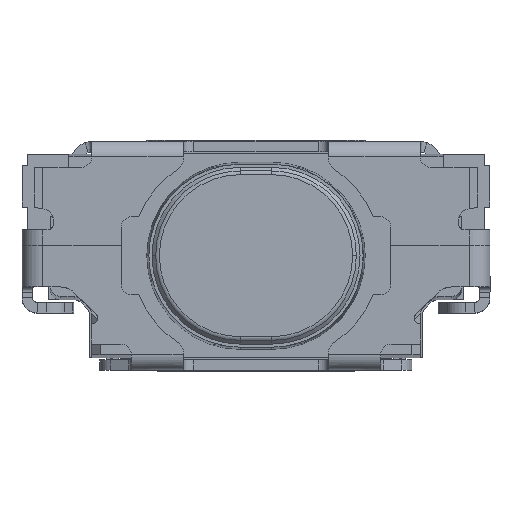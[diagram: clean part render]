
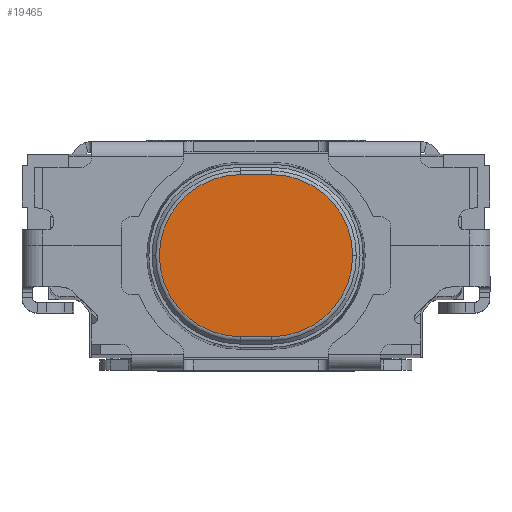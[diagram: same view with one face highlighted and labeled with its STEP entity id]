
A CAD part, top view. The second image highlights one B-rep face of the part: STEP entity #19465.
In plain terms, the highlighted planar face has unit normal (0, 0, 1).
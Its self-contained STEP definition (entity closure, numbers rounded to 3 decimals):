
#2269 = CARTESIAN_POINT ( 'NONE',  ( 0.929, 0., 0.6 ) ) ;
#2270 = DIRECTION ( 'NONE',  ( 1., 0., 0. ) ) ;
#2271 = DIRECTION ( 'NONE',  ( 0., 0., 1. ) ) ;
#2272 = CARTESIAN_POINT ( 'NONE',  ( 0.15, 0., 0.6 ) ) ;
#2273 = AXIS2_PLACEMENT_3D ( 'NONE', #2272, #2271, #2270 ) ;
#2274 = CIRCLE ( 'NONE', #2273, 0.779 ) ;
#13120 = CARTESIAN_POINT ( 'NONE',  ( 0.15, 0.779, 0.6 ) ) ;
#13155 = CIRCLE ( 'NONE', #13157, 0.779 ) ;
#13157 = AXIS2_PLACEMENT_3D ( 'NONE', #13160, #13162, #13161 ) ;
#13158 = FACE_OUTER_BOUND ( 'NONE', #19528, .T. ) ;
#13160 = CARTESIAN_POINT ( 'NONE',  ( -0.15, 0., 0.6 ) ) ;
#13161 = DIRECTION ( 'NONE',  ( 1., 0., 0. ) ) ;
#13162 = DIRECTION ( 'NONE',  ( 0., 0., 1. ) ) ;
#13309 = CARTESIAN_POINT ( 'NONE',  ( -0.15, 0.779, 0.6 ) ) ;
#13397 = DIRECTION ( 'NONE',  ( 0., 0., 1. ) ) ;
#13403 = AXIS2_PLACEMENT_3D ( 'NONE', #13406, #13397, #13420 ) ;
#13406 = CARTESIAN_POINT ( 'NONE',  ( 0.15, 0., 0.6 ) ) ;
#13417 = CIRCLE ( 'NONE', #13403, 0.779 ) ;
#13420 = DIRECTION ( 'NONE',  ( 1., 0., 0. ) ) ;
#13788 = CARTESIAN_POINT ( 'NONE',  ( -0.15, -0.779, 0.6 ) ) ;
#13789 = DIRECTION ( 'NONE',  ( -1., 0., 0. ) ) ;
#13790 = VECTOR ( 'NONE', #13789, 1000. ) ;
#13791 = DIRECTION ( 'NONE',  ( 1., 0., 0. ) ) ;
#13792 = VECTOR ( 'NONE', #13791, 1000. ) ;
#13793 = CARTESIAN_POINT ( 'NONE',  ( 0.15, -0.779, 0.6 ) ) ;
#13794 = PLANE ( 'NONE',  #13800 ) ;
#13795 = CARTESIAN_POINT ( 'NONE',  ( -0.15, 0.779, 0.6 ) ) ;
#13796 = LINE ( 'NONE', #13795, #13790 ) ;
#13797 = DIRECTION ( 'NONE',  ( 1., 0., 0. ) ) ;
#13798 = DIRECTION ( 'NONE',  ( 0., 0., 1. ) ) ;
#13799 = CARTESIAN_POINT ( 'NONE',  ( 0.15, -0.6, 0.6 ) ) ;
#13800 = AXIS2_PLACEMENT_3D ( 'NONE', #13799, #13798, #13797 ) ;
#13801 = LINE ( 'NONE', #13793, #13792 ) ;
#14380 = VERTEX_POINT ( 'NONE', #19682 ) ;
#14386 = EDGE_CURVE ( 'NONE', #14380, #14392, #2274, .T. ) ;
#14392 = VERTEX_POINT ( 'NONE', #2269 ) ;
#19459 = VERTEX_POINT ( 'NONE', #13120 ) ;
#19464 = EDGE_CURVE ( 'NONE', #19521, #19468, #13155, .T. ) ;
#19465 = ADVANCED_FACE ( 'NONE', ( #13158 ), #13794, .T. ) ;
#19466 = ORIENTED_EDGE ( 'NONE', *, *, #19464, .T. ) ;
#19467 = EDGE_CURVE ( 'NONE', #19468, #14380, #13801, .T. ) ;
#19468 = VERTEX_POINT ( 'NONE', #13788 ) ;
#19469 = ORIENTED_EDGE ( 'NONE', *, *, #14386, .T. ) ;
#19470 = ORIENTED_EDGE ( 'NONE', *, *, #19467, .T. ) ;
#19472 = ORIENTED_EDGE ( 'NONE', *, *, #19525, .T. ) ;
#19473 = EDGE_CURVE ( 'NONE', #19459, #19521, #13796, .T. ) ;
#19489 = ORIENTED_EDGE ( 'NONE', *, *, #19473, .T. ) ;
#19521 = VERTEX_POINT ( 'NONE', #13309 ) ;
#19525 = EDGE_CURVE ( 'NONE', #14392, #19459, #13417, .T. ) ;
#19528 = EDGE_LOOP ( 'NONE', ( #19466, #19470, #19469, #19472, #19489 ) ) ;
#19682 = CARTESIAN_POINT ( 'NONE',  ( 0.15, -0.779, 0.6 ) ) ;
